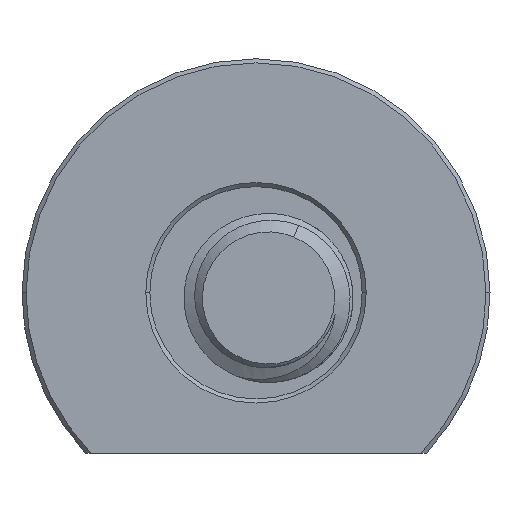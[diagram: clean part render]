
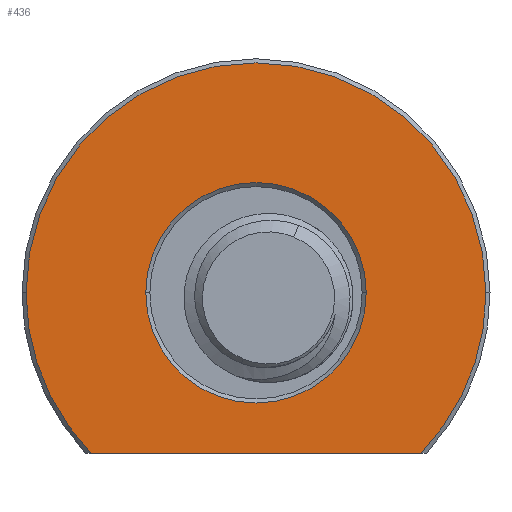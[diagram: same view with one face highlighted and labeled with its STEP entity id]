
A CAD part, front view. The second image highlights one B-rep face of the part: STEP entity #436.
In plain terms, the highlighted face is planar.
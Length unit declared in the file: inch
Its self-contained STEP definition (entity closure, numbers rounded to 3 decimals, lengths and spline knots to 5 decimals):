
#109 = DIRECTION ( 'NONE',  ( 0., 0., 1. ) ) ;
#139 = VERTEX_POINT ( 'NONE', #5130 ) ;
#248 = VERTEX_POINT ( 'NONE', #5211 ) ;
#253 = DIRECTION ( 'NONE',  ( 0., 0., -1. ) ) ;
#284 = CARTESIAN_POINT ( 'NONE',  ( 0., 0., -0.2 ) ) ;
#340 = EDGE_CURVE ( 'NONE', #1180, #248, #2366, .T. ) ;
#436 = ADVANCED_FACE ( 'NONE', ( #5338, #2473 ), #748, .F. ) ;
#510 = CIRCLE ( 'NONE', #3969, 0.85 ) ;
#641 = ORIENTED_EDGE ( 'NONE', *, *, #2119, .T. ) ;
#659 = DIRECTION ( 'NONE',  ( 1., 0., 0. ) ) ;
#748 = PLANE ( 'NONE',  #1963 ) ;
#937 = EDGE_CURVE ( 'NONE', #978, #3870, #510, .T. ) ;
#970 = ORIENTED_EDGE ( 'NONE', *, *, #2808, .T. ) ;
#978 = VERTEX_POINT ( 'NONE', #4227 ) ;
#1006 = DIRECTION ( 'NONE',  ( 1., 0., 0. ) ) ;
#1033 = CARTESIAN_POINT ( 'NONE',  ( 0., 0., -0.2 ) ) ;
#1072 = CARTESIAN_POINT ( 'NONE',  ( 0.62974, 0.593, -0.2 ) ) ;
#1074 = AXIS2_PLACEMENT_3D ( 'NONE', #3848, #109, #1689 ) ;
#1180 = VERTEX_POINT ( 'NONE', #3319 ) ;
#1419 = AXIS2_PLACEMENT_3D ( 'NONE', #5220, #253, #1006 ) ;
#1644 = ORIENTED_EDGE ( 'NONE', *, *, #2844, .T. ) ;
#1689 = DIRECTION ( 'NONE',  ( 1., 0., 0. ) ) ;
#1833 = CARTESIAN_POINT ( 'NONE',  ( -0.85, 0., -0.2 ) ) ;
#1963 = AXIS2_PLACEMENT_3D ( 'NONE', #4493, #3339, #4132 ) ;
#2081 = ORIENTED_EDGE ( 'NONE', *, *, #937, .T. ) ;
#2108 = EDGE_LOOP ( 'NONE', ( #1644, #641 ) ) ;
#2119 = EDGE_CURVE ( 'NONE', #139, #3946, #2640, .T. ) ;
#2190 = CIRCLE ( 'NONE', #5330, 0.4075 ) ;
#2366 = LINE ( 'NONE', #1072, #4321 ) ;
#2473 = FACE_OUTER_BOUND ( 'NONE', #4942, .T. ) ;
#2640 = CIRCLE ( 'NONE', #1074, 0.4075 ) ;
#2704 = DIRECTION ( 'NONE',  ( 0., 0., -1. ) ) ;
#2808 = EDGE_CURVE ( 'NONE', #1180, #978, #3425, .T. ) ;
#2844 = EDGE_CURVE ( 'NONE', #3946, #139, #2190, .T. ) ;
#3045 = DIRECTION ( 'NONE',  ( 1., 0., 0. ) ) ;
#3319 = CARTESIAN_POINT ( 'NONE',  ( 0.60898, 0.593, -0.2 ) ) ;
#3339 = DIRECTION ( 'NONE',  ( 0., 0., 1. ) ) ;
#3385 = DIRECTION ( 'NONE',  ( 0., 0., -1. ) ) ;
#3425 = CIRCLE ( 'NONE', #4544, 0.85 ) ;
#3580 = CARTESIAN_POINT ( 'NONE',  ( 0., 0., -0.2 ) ) ;
#3848 = CARTESIAN_POINT ( 'NONE',  ( 0., 0., -0.2 ) ) ;
#3870 = VERTEX_POINT ( 'NONE', #1833 ) ;
#3946 = VERTEX_POINT ( 'NONE', #4856 ) ;
#3969 = AXIS2_PLACEMENT_3D ( 'NONE', #1033, #3385, #4694 ) ;
#4001 = ORIENTED_EDGE ( 'NONE', *, *, #4954, .T. ) ;
#4132 = DIRECTION ( 'NONE',  ( 1., 0., 0. ) ) ;
#4227 = CARTESIAN_POINT ( 'NONE',  ( 0.85, 0., -0.2 ) ) ;
#4321 = VECTOR ( 'NONE', #5288, 39.37008 ) ;
#4418 = ORIENTED_EDGE ( 'NONE', *, *, #340, .F. ) ;
#4493 = CARTESIAN_POINT ( 'NONE',  ( 0., 0., -0.2 ) ) ;
#4544 = AXIS2_PLACEMENT_3D ( 'NONE', #284, #2704, #659 ) ;
#4694 = DIRECTION ( 'NONE',  ( 1., 0., 0. ) ) ;
#4856 = CARTESIAN_POINT ( 'NONE',  ( -0.4075, 0., -0.2 ) ) ;
#4901 = CIRCLE ( 'NONE', #1419, 0.85 ) ;
#4942 = EDGE_LOOP ( 'NONE', ( #4418, #970, #2081, #4001 ) ) ;
#4954 = EDGE_CURVE ( 'NONE', #3870, #248, #4901, .T. ) ;
#5130 = CARTESIAN_POINT ( 'NONE',  ( 0.4075, 0., -0.2 ) ) ;
#5211 = CARTESIAN_POINT ( 'NONE',  ( -0.60898, 0.593, -0.2 ) ) ;
#5220 = CARTESIAN_POINT ( 'NONE',  ( 0., 0., -0.2 ) ) ;
#5255 = DIRECTION ( 'NONE',  ( 0., 0., 1. ) ) ;
#5288 = DIRECTION ( 'NONE',  ( -1., 0., 0. ) ) ;
#5330 = AXIS2_PLACEMENT_3D ( 'NONE', #3580, #5255, #3045 ) ;
#5338 = FACE_BOUND ( 'NONE', #2108, .T. ) ;
